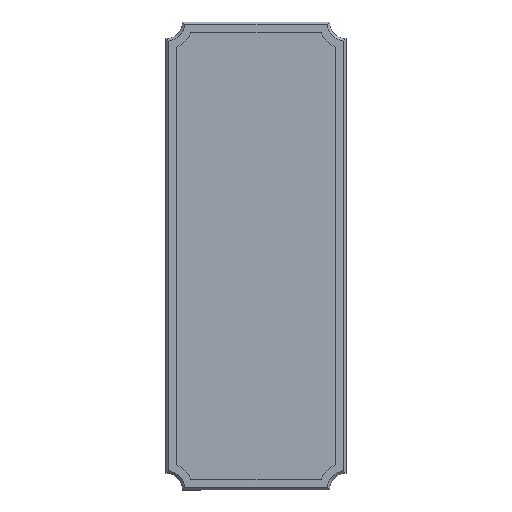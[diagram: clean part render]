
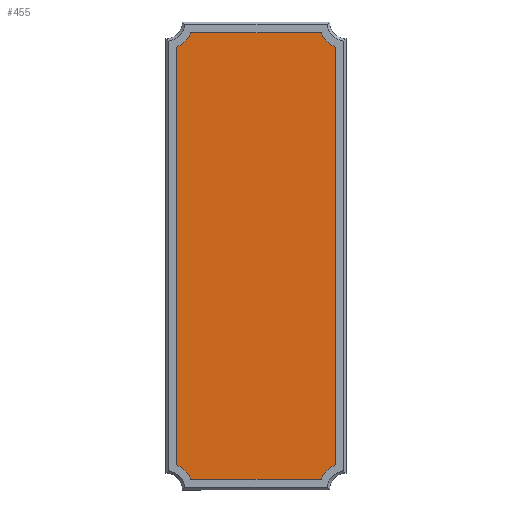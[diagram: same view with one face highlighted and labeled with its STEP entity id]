
A CAD part, top view. The second image highlights one B-rep face of the part: STEP entity #455.
In plain terms, the highlighted planar face has unit normal (0, 0, 1).
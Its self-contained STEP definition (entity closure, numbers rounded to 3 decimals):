
#40=CIRCLE('',#505,20.5);
#41=CIRCLE('',#508,20.5);
#42=CIRCLE('',#511,20.5);
#43=CIRCLE('',#514,20.5);
#73=FACE_OUTER_BOUND('',#101,.T.);
#101=EDGE_LOOP('',(#399,#400,#401,#402,#403,#404,#405,#406));
#138=LINE('',#781,#174);
#141=LINE('',#789,#177);
#144=LINE('',#797,#180);
#146=LINE('',#803,#182);
#174=VECTOR('',#619,10.);
#177=VECTOR('',#628,10.);
#180=VECTOR('',#637,10.);
#182=VECTOR('',#645,10.);
#215=VERTEX_POINT('',#773);
#216=VERTEX_POINT('',#775);
#217=VERTEX_POINT('',#779);
#218=VERTEX_POINT('',#783);
#219=VERTEX_POINT('',#787);
#220=VERTEX_POINT('',#791);
#221=VERTEX_POINT('',#795);
#222=VERTEX_POINT('',#799);
#272=EDGE_CURVE('',#215,#216,#40,.T.);
#275=EDGE_CURVE('',#217,#215,#138,.T.);
#277=EDGE_CURVE('',#218,#217,#41,.T.);
#279=EDGE_CURVE('',#219,#218,#141,.T.);
#281=EDGE_CURVE('',#220,#219,#42,.T.);
#283=EDGE_CURVE('',#221,#220,#144,.T.);
#285=EDGE_CURVE('',#222,#221,#43,.T.);
#286=EDGE_CURVE('',#216,#222,#146,.T.);
#399=ORIENTED_EDGE('',*,*,#286,.F.);
#400=ORIENTED_EDGE('',*,*,#272,.F.);
#401=ORIENTED_EDGE('',*,*,#275,.F.);
#402=ORIENTED_EDGE('',*,*,#277,.F.);
#403=ORIENTED_EDGE('',*,*,#279,.F.);
#404=ORIENTED_EDGE('',*,*,#281,.F.);
#405=ORIENTED_EDGE('',*,*,#283,.F.);
#406=ORIENTED_EDGE('',*,*,#285,.F.);
#428=PLANE('',#516);
#455=ADVANCED_FACE('',(#73),#428,.T.);
#505=AXIS2_PLACEMENT_3D('',#776,#613,#614);
#508=AXIS2_PLACEMENT_3D('',#785,#623,#624);
#511=AXIS2_PLACEMENT_3D('',#793,#632,#633);
#514=AXIS2_PLACEMENT_3D('',#801,#641,#642);
#516=AXIS2_PLACEMENT_3D('',#804,#646,#647);
#613=DIRECTION('center_axis',(0.,0.,1.));
#614=DIRECTION('ref_axis',(0.39,-0.921,0.));
#619=DIRECTION('',(0.,1.,0.));
#623=DIRECTION('center_axis',(0.,0.,1.));
#624=DIRECTION('ref_axis',(0.921,0.39,0.));
#628=DIRECTION('',(-1.,0.,0.));
#632=DIRECTION('center_axis',(0.,0.,1.));
#633=DIRECTION('ref_axis',(-0.39,0.921,0.));
#637=DIRECTION('',(0.,-1.,0.));
#641=DIRECTION('center_axis',(0.,0.,1.));
#642=DIRECTION('ref_axis',(-0.921,-0.39,0.));
#645=DIRECTION('',(1.,0.,0.));
#646=DIRECTION('center_axis',(0.,0.,1.));
#647=DIRECTION('ref_axis',(1.,0.,0.));
#773=CARTESIAN_POINT('',(8.,331.125,-6.5));
#775=CARTESIAN_POINT('',(18.875,342.,-6.5));
#776=CARTESIAN_POINT('Origin',(0.,350.,-6.5));
#779=CARTESIAN_POINT('',(8.,18.875,-6.5));
#781=CARTESIAN_POINT('',(8.,18.875,-6.5));
#783=CARTESIAN_POINT('',(18.875,8.,-6.5));
#785=CARTESIAN_POINT('Origin',(0.,0.,-6.5));
#787=CARTESIAN_POINT('',(116.125,8.,-6.5));
#789=CARTESIAN_POINT('',(116.125,8.,-6.5));
#791=CARTESIAN_POINT('',(127.,18.875,-6.5));
#793=CARTESIAN_POINT('Origin',(135.,0.,-6.5));
#795=CARTESIAN_POINT('',(127.,331.125,-6.5));
#797=CARTESIAN_POINT('',(127.,331.125,-6.5));
#799=CARTESIAN_POINT('',(116.125,342.,-6.5));
#801=CARTESIAN_POINT('Origin',(135.,350.,-6.5));
#803=CARTESIAN_POINT('',(18.875,342.,-6.5));
#804=CARTESIAN_POINT('Origin',(67.5,175.,-6.5));
